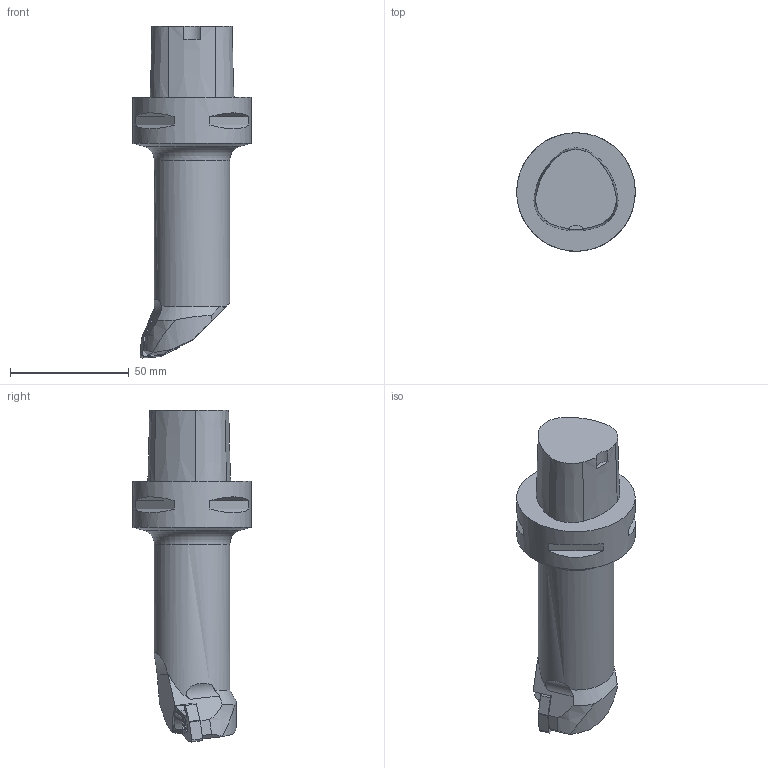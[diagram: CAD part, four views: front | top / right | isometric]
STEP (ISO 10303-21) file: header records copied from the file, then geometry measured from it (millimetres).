
FILE_DESCRIPTION(/* description */ (''),/* implementation_level */ '2;1');
FILE_NAME(/* name */ '1559889159208.stp',/* time_stamp */ '2019-06-07T12:02:50+06:00',/* author */ (''),/* organization */ ('SMS'),/* preprocessor_version */ 'ST-DEVELOPER v15',/* originating_system */ 'SIEMENS PLM Software NX 8.5',/* authorisation */ '');
FILE_SCHEMA (('AUTOMOTIVE_DESIGN { 1 0 10303 214 3 1 1 1 }'));
Length unit declared in the file: millimetre
Products named in the file (4): ASSEMBLY_CONSTRUCTION; IsoTurningInsert; 201754187mod000_00; 201754185mod000_00
Assembly tree (3 placements, depth 2):
  201754185mod000_00
    201754187mod000_00
    IsoTurningInsert
    ASSEMBLY_CONSTRUCTION
Bounding box: 49.99 x 49.97 x 140 mm (x, y, z)
Volume: 131919.5 mm3; surface area: 19180.2 mm2
Topology: 2 solids, 2 shells, 90 faces, 239 edges, 165 vertices
Faces by surface type: plane 53, cylinder 25, cone 11, torus 1
Full cylindrical faces by diameter (mm): 5.156 x2, 32 x1, 50 x1
Entity records: 3075 total; most frequent: CARTESIAN_POINT 659, DIRECTION 496, ORIENTED_EDGE 456, EDGE_CURVE 228, AXIS2_PLACEMENT_3D 184, VERTEX_POINT 154, LINE 128, VECTOR 128
